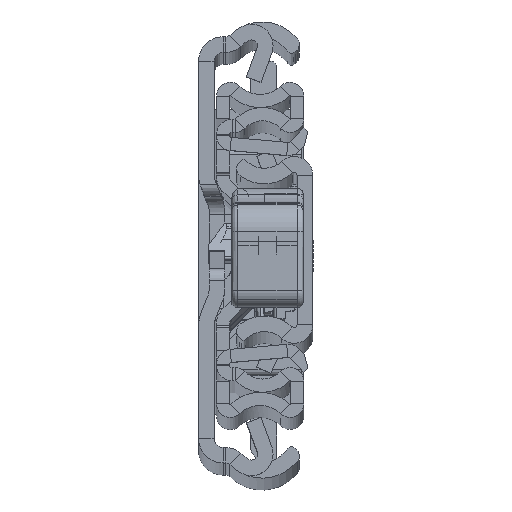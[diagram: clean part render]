
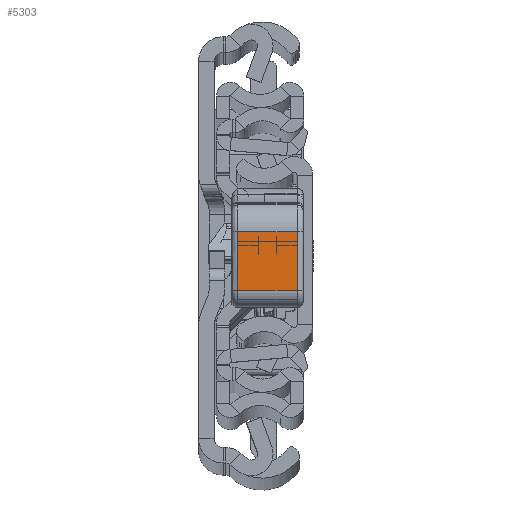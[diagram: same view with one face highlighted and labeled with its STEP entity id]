
A CAD part, top view. The second image highlights one B-rep face of the part: STEP entity #5303.
In plain terms, the highlighted face is planar.
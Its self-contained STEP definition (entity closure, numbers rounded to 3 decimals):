
#1884 = ORIENTED_EDGE ( 'NONE', *, *, #26611, .T. ) ;
#2353 = CARTESIAN_POINT ( 'NONE',  ( 39.55, -12.274, 0. ) ) ;
#2439 = CARTESIAN_POINT ( 'NONE',  ( 39.55, -12.274, 10. ) ) ;
#2557 = CARTESIAN_POINT ( 'NONE',  ( 39.55, -12.274, 10. ) ) ;
#3508 = LINE ( 'NONE', #6931, #20159 ) ;
#4543 = VERTEX_POINT ( 'NONE', #8653 ) ;
#5303 = ADVANCED_FACE ( 'NONE', ( #30388 ), #33270, .F. ) ;
#6931 = CARTESIAN_POINT ( 'NONE',  ( 39.55, -12.274, 0. ) ) ;
#8258 = CARTESIAN_POINT ( 'NONE',  ( 39.818, -2.465, 11. ) ) ;
#8653 = CARTESIAN_POINT ( 'NONE',  ( 39.818, -2.465, 10. ) ) ;
#9274 = VECTOR ( 'NONE', #33135, 1000. ) ;
#9310 = CARTESIAN_POINT ( 'NONE',  ( 39.818, -2.465, 0. ) ) ;
#9316 = VERTEX_POINT ( 'NONE', #2557 ) ;
#9703 = VECTOR ( 'NONE', #27344, 1000. ) ;
#13931 = EDGE_CURVE ( 'NONE', #9316, #28413, #32922, .T. ) ;
#14849 = VERTEX_POINT ( 'NONE', #9310 ) ;
#15627 = DIRECTION ( 'NONE',  ( 0.027, 1., 0. ) ) ;
#16082 = EDGE_CURVE ( 'NONE', #28413, #14849, #3508, .T. ) ;
#16348 = CARTESIAN_POINT ( 'NONE',  ( 39.55, -12.274, 11. ) ) ;
#17984 = ORIENTED_EDGE ( 'NONE', *, *, #33937, .T. ) ;
#18864 = DIRECTION ( 'NONE',  ( -0.027, -1., 0. ) ) ;
#20159 = VECTOR ( 'NONE', #15627, 1000. ) ;
#21967 = LINE ( 'NONE', #2439, #34259 ) ;
#22318 = DIRECTION ( 'NONE',  ( -0.027, -1., 0. ) ) ;
#23412 = ORIENTED_EDGE ( 'NONE', *, *, #13931, .T. ) ;
#26257 = EDGE_LOOP ( 'NONE', ( #23412, #30846, #17984, #1884 ) ) ;
#26611 = EDGE_CURVE ( 'NONE', #4543, #9316, #21967, .T. ) ;
#27168 = DIRECTION ( 'NONE',  ( -1., 0.027, 0. ) ) ;
#27344 = DIRECTION ( 'NONE',  ( 0., 0., -1. ) ) ;
#28413 = VERTEX_POINT ( 'NONE', #2353 ) ;
#30388 = FACE_OUTER_BOUND ( 'NONE', #26257, .T. ) ;
#30846 = ORIENTED_EDGE ( 'NONE', *, *, #16082, .T. ) ;
#31954 = AXIS2_PLACEMENT_3D ( 'NONE', #35442, #27168, #18864 ) ;
#32601 = LINE ( 'NONE', #8258, #9274 ) ;
#32922 = LINE ( 'NONE', #16348, #9703 ) ;
#33135 = DIRECTION ( 'NONE',  ( 0., 0., 1. ) ) ;
#33270 = PLANE ( 'NONE',  #31954 ) ;
#33937 = EDGE_CURVE ( 'NONE', #14849, #4543, #32601, .T. ) ;
#34259 = VECTOR ( 'NONE', #22318, 1000. ) ;
#35442 = CARTESIAN_POINT ( 'NONE',  ( 39.55, -12.274, 11. ) ) ;
